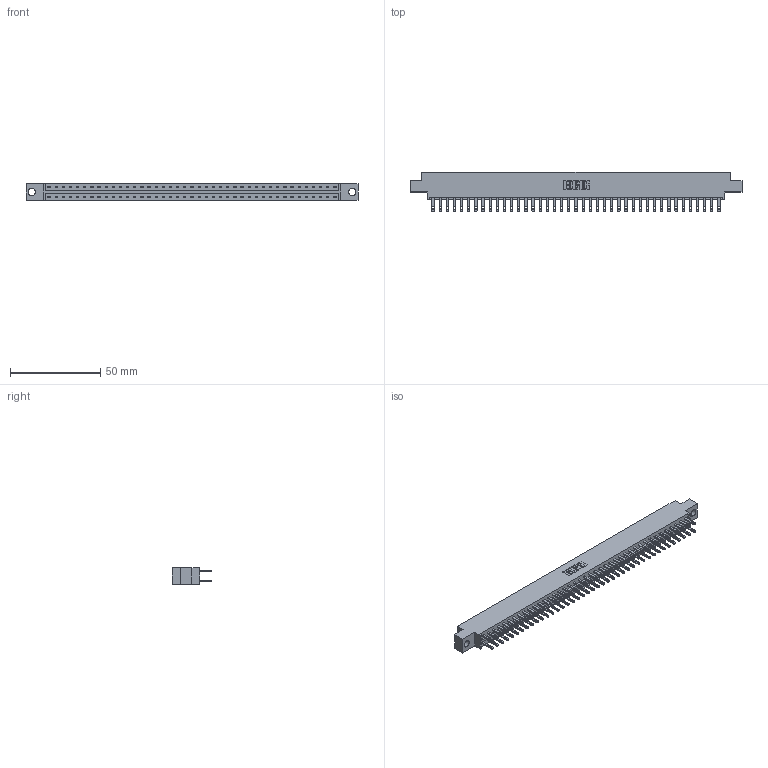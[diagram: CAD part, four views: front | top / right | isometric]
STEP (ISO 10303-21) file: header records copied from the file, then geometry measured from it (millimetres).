
FILE_DESCRIPTION (( 'STEP AP203' ), '1' );
FILE_NAME ('333-082-500-804.STEP', '2018-08-05T02:30:49', ( '' ), ( '' ), 'SwSTEP 2.0', 'SolidWorks 2016', '' );
FILE_SCHEMA (( 'CONFIG_CONTROL_DESIGN' ));
Length unit declared in the file: inch
Products named in the file (3): 333 Part_Offset - .156 Dia - TH; 345-292-001_345-293-100; 333-082-500-804
Assembly tree (83 placements, depth 2):
  333-082-500-804
    333 Part_Offset - .156 Dia - TH
    345-292-001_345-293-100  x82
Bounding box: 184 x 21.85 x 9.4 mm (x, y, z)
Volume: 18710.7 mm3; surface area: 23032.6 mm2
Topology: 83 solids, 83 shells, 4054 faces, 12377 edges, 8250 vertices
Faces by surface type: plane 2534, cylinder 1520
Entity records: 26571 total; most frequent: CARTESIAN_POINT 4406, ORIENTED_EDGE 4342, DIRECTION 3767, EDGE_CURVE 2171, LINE 2039, VECTOR 2039, VERTEX_POINT 1446, AXIS2_PLACEMENT_3D 864
